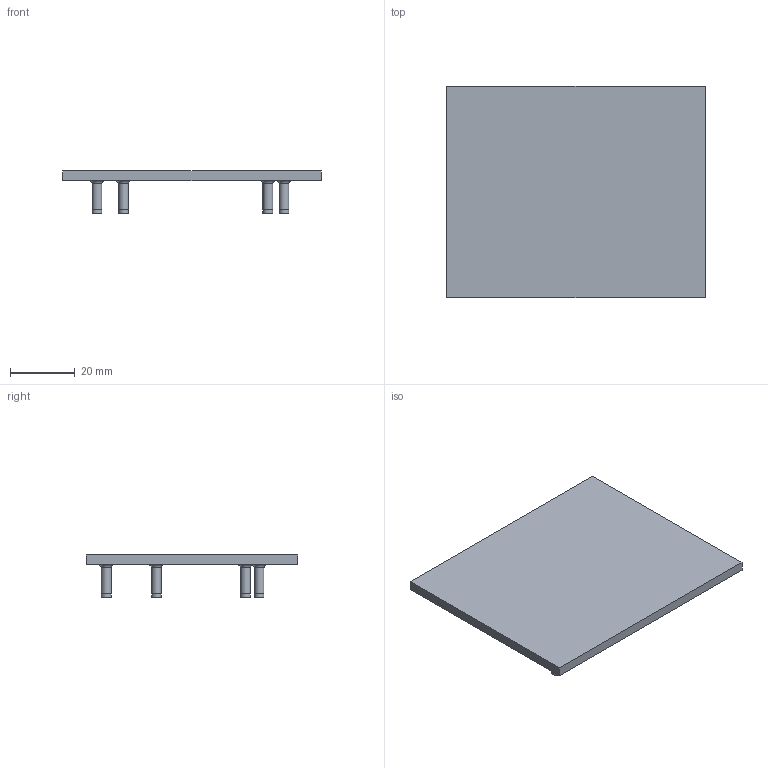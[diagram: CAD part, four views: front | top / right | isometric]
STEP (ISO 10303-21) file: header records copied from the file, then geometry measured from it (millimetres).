
FILE_DESCRIPTION(('FreeCAD Model'),'2;1');
FILE_NAME('arduino_uno_hole_form_factor.step', '2015-04-08T16:05:14',('FreeCAD'),('FreeCAD'), 'Open CASCADE STEP processor 6.7','FreeCAD','Unknown');
FILE_SCHEMA(('AUTOMOTIVE_DESIGN_CC2 { 1 2 10303 214 -1 1 5 4 }'));
Length unit declared in the file: millimetre
Products named in the file (8): Pad001; Pad; Sketch001; Fillet003; Fillet; Fillet002; Fillet001; Sketch
Bounding box: 79.86 x 65.3 x 13 mm (x, y, z)
Surface area: 69610.3 mm2
Topology: 6 solids, 6 shells, 96 faces, 180 edges, 120 vertices
Faces by surface type: plane 56, cylinder 20, torus 10, revolution 10
Full cylindrical faces by diameter (mm): 2.94 x5, 2.957 x5, 3.036 x5, 3.077 x5
Entity records: 4995 total; most frequent: CARTESIAN_POINT 1125, DIRECTION 712, LINE 360, VECTOR 360, ORIENTED_EDGE 344, PCURVE 344, DEFINITIONAL_REPRESENTATION 344, EDGE_CURVE 172
